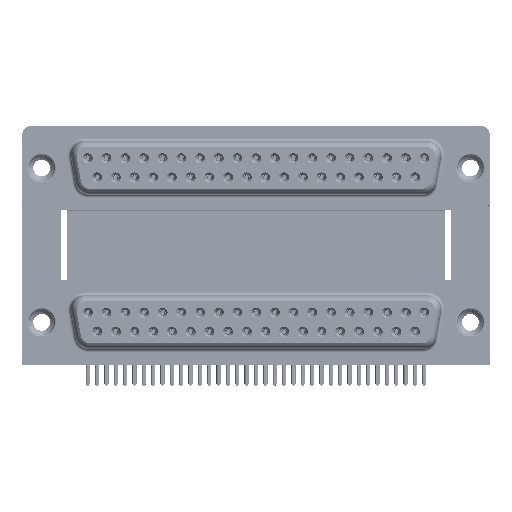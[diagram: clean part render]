
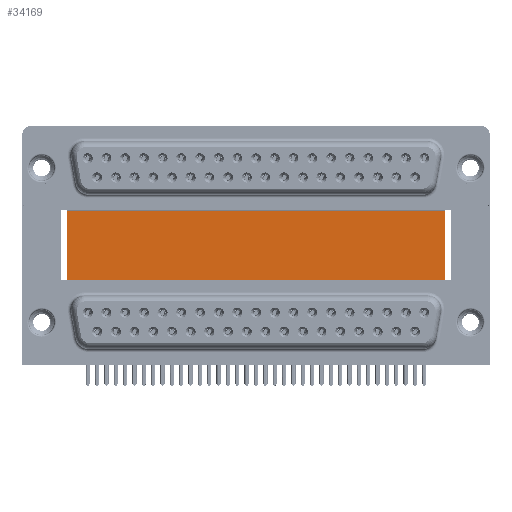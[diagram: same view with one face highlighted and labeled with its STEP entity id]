
A CAD part, top view. The second image highlights one B-rep face of the part: STEP entity #34169.
In plain terms, the highlighted planar face has unit normal (0, 0, 1).
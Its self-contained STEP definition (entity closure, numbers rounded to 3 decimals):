
#580 = CARTESIAN_POINT ( 'NONE',  ( 3.79, 16.585, -12. ) ) ;
#1167 = EDGE_CURVE ( 'NONE', #68846, #59800, #12813, .T. ) ;
#4457 = VECTOR ( 'NONE', #29491, 1000. ) ;
#6495 = LINE ( 'NONE', #7225, #4457 ) ;
#7225 = CARTESIAN_POINT ( 'NONE',  ( 3.79, -3.735, -12. ) ) ;
#12813 = LINE ( 'NONE', #41471, #52278 ) ;
#12893 = EDGE_CURVE ( 'NONE', #59800, #33248, #49013, .T. ) ;
#14230 = DIRECTION ( 'NONE',  ( 0., -1., 0. ) ) ;
#19905 = LINE ( 'NONE', #65842, #74402 ) ;
#20882 = CARTESIAN_POINT ( 'NONE',  ( 59.71, 16.585, -12. ) ) ;
#23572 = FACE_OUTER_BOUND ( 'NONE', #38862, .T. ) ;
#23931 = DIRECTION ( 'NONE',  ( 0., 0., -1. ) ) ;
#24316 = CARTESIAN_POINT ( 'NONE',  ( 3.79, -3.735, -12. ) ) ;
#29213 = PLANE ( 'NONE',  #38258 ) ;
#29382 = CARTESIAN_POINT ( 'NONE',  ( 59.71, -3.735, -12. ) ) ;
#29491 = DIRECTION ( 'NONE',  ( 1., 0., 0. ) ) ;
#32422 = CARTESIAN_POINT ( 'NONE',  ( 59.71, 16.585, -12. ) ) ;
#33248 = VERTEX_POINT ( 'NONE', #29382 ) ;
#33401 = ORIENTED_EDGE ( 'NONE', *, *, #1167, .F. ) ;
#34169 = ADVANCED_FACE ( 'NONE', ( #23572 ), #29213, .F. ) ;
#38258 = AXIS2_PLACEMENT_3D ( 'NONE', #580, #23931, #51835 ) ;
#38862 = EDGE_LOOP ( 'NONE', ( #49648, #45380, #33401, #52989 ) ) ;
#41471 = CARTESIAN_POINT ( 'NONE',  ( 3.79, 16.585, -12. ) ) ;
#42993 = DIRECTION ( 'NONE',  ( 0., -1., 0. ) ) ;
#45380 = ORIENTED_EDGE ( 'NONE', *, *, #12893, .F. ) ;
#45448 = VECTOR ( 'NONE', #42993, 1000. ) ;
#49013 = LINE ( 'NONE', #32422, #45448 ) ;
#49648 = ORIENTED_EDGE ( 'NONE', *, *, #59835, .T. ) ;
#51835 = DIRECTION ( 'NONE',  ( -1., 0., 0. ) ) ;
#52278 = VECTOR ( 'NONE', #58424, 1000. ) ;
#52989 = ORIENTED_EDGE ( 'NONE', *, *, #64710, .T. ) ;
#56837 = CARTESIAN_POINT ( 'NONE',  ( 3.79, 16.585, -12. ) ) ;
#58424 = DIRECTION ( 'NONE',  ( 1., 0., 0. ) ) ;
#59800 = VERTEX_POINT ( 'NONE', #20882 ) ;
#59835 = EDGE_CURVE ( 'NONE', #73623, #33248, #6495, .T. ) ;
#64710 = EDGE_CURVE ( 'NONE', #68846, #73623, #19905, .T. ) ;
#65842 = CARTESIAN_POINT ( 'NONE',  ( 3.79, 16.585, -12. ) ) ;
#68846 = VERTEX_POINT ( 'NONE', #56837 ) ;
#73623 = VERTEX_POINT ( 'NONE', #24316 ) ;
#74402 = VECTOR ( 'NONE', #14230, 1000. ) ;
